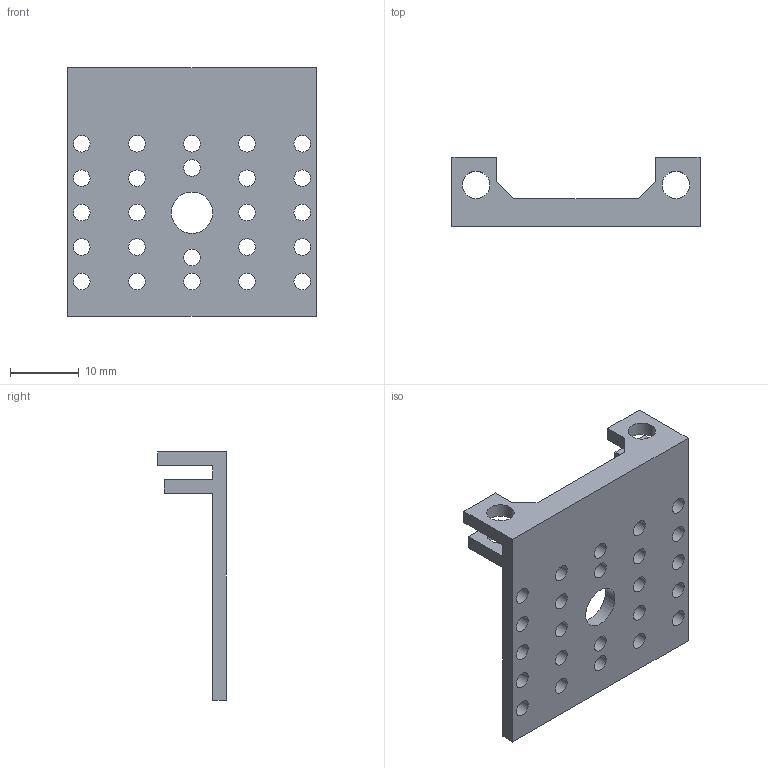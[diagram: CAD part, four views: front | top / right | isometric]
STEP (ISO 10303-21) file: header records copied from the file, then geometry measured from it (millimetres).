
FILE_DESCRIPTION(('FreeCAD Model'),'2;1');
FILE_NAME('soporte_ov7670_v3.step','2021-10-20T22:54:03',('Author'),(''), 'Open CASCADE STEP processor 7.4','FreeCAD','Unknown');
FILE_SCHEMA(('AUTOMOTIVE_DESIGN { 1 0 10303 214 1 1 1 1 }'));
Length unit declared in the file: millimetre
Products named in the file (1): soporte_ov7670
Bounding box: 36 x 10 x 36 mm (x, y, z)
Volume: 2806.8 mm3; surface area: 3687.2 mm2
Topology: 1 solids, 1 shells, 53 faces, 153 edges, 102 vertices
Faces by surface type: cylinder 29, plane 24
Full cylindrical faces by diameter (mm): 2.4 x24, 4 x4, 6 x1
Entity records: 3998 total; most frequent: CARTESIAN_POINT 959, DIRECTION 531, ORIENTED_EDGE 306, PCURVE 306, DEFINITIONAL_REPRESENTATION 306, LINE 299, VECTOR 299, EDGE_CURVE 153
